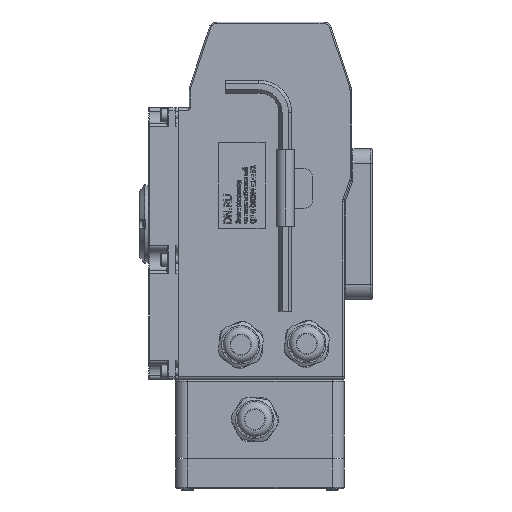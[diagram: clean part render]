
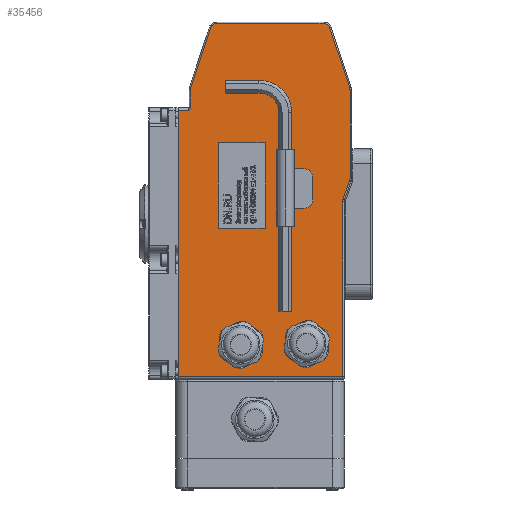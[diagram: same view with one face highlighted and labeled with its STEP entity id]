
A CAD part, left-side view. The second image highlights one B-rep face of the part: STEP entity #35456.
In plain terms, the highlighted planar face has unit normal (-1, 0, 0).
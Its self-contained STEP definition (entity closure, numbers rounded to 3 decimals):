
#650=B_SPLINE_CURVE_WITH_KNOTS('',3,(#51474,#51475,#51476,#51477,#51478,
#51479,#51480,#51481),.UNSPECIFIED.,.F.,.F.,(4,2,1,1,4),(-0.001,
0.,0.113,0.169,0.282),.UNSPECIFIED.);
#1546=FACE_BOUND('',#11095,.T.);
#1735=PLANE('',#38222);
#2897=LINE('',#51487,#5733);
#2899=LINE('',#51499,#5735);
#2901=LINE('',#51511,#5737);
#2903=LINE('',#51523,#5739);
#2904=LINE('',#51532,#5740);
#2905=LINE('',#51540,#5741);
#2907=LINE('',#51550,#5743);
#2927=LINE('',#51652,#5763);
#2928=LINE('',#51656,#5764);
#2929=LINE('',#51657,#5765);
#2930=LINE('',#51660,#5766);
#2931=LINE('',#51662,#5767);
#2932=LINE('',#51664,#5768);
#2933=LINE('',#51665,#5769);
#5733=VECTOR('',#42583,10.);
#5735=VECTOR('',#42597,10.);
#5737=VECTOR('',#42611,10.);
#5739=VECTOR('',#42625,10.);
#5740=VECTOR('',#42638,10.);
#5741=VECTOR('',#42649,10.);
#5743=VECTOR('',#42661,10.);
#5763=VECTOR('',#42729,10.);
#5764=VECTOR('',#42734,10.);
#5765=VECTOR('',#42735,10.);
#5766=VECTOR('',#42736,10.);
#5767=VECTOR('',#42737,10.);
#5768=VECTOR('',#42738,10.);
#5769=VECTOR('',#42739,10.);
#9055=FACE_OUTER_BOUND('',#11094,.T.);
#11094=EDGE_LOOP('',(#24532,#24533,#24534,#24535,#24536,#24537,#24538,#24539,
#24540,#24541,#24542,#24543,#24544,#24545,#24546,#24547,#24548));
#11095=EDGE_LOOP('',(#24549,#24550,#24551,#24552));
#13403=CIRCLE('',#38166,4.);
#13407=CIRCLE('',#38172,4.);
#13411=CIRCLE('',#38178,4.);
#13415=CIRCLE('',#38184,4.);
#13418=CIRCLE('',#38189,4.);
#13421=CIRCLE('',#38194,6.);
#14815=VERTEX_POINT('',#51462);
#14817=VERTEX_POINT('',#51465);
#14818=VERTEX_POINT('',#51483);
#14820=VERTEX_POINT('',#51489);
#14822=VERTEX_POINT('',#51495);
#14824=VERTEX_POINT('',#51501);
#14826=VERTEX_POINT('',#51507);
#14828=VERTEX_POINT('',#51513);
#14830=VERTEX_POINT('',#51519);
#14832=VERTEX_POINT('',#51525);
#14833=VERTEX_POINT('',#51530);
#14834=VERTEX_POINT('',#51534);
#14835=VERTEX_POINT('',#51538);
#14836=VERTEX_POINT('',#51542);
#14837=VERTEX_POINT('',#51546);
#14862=VERTEX_POINT('',#51651);
#14863=VERTEX_POINT('',#51655);
#14864=VERTEX_POINT('',#51658);
#14865=VERTEX_POINT('',#51659);
#14866=VERTEX_POINT('',#51661);
#14867=VERTEX_POINT('',#51663);
#18474=EDGE_CURVE('',#14817,#14815,#650,.T.);
#18477=EDGE_CURVE('',#14815,#14818,#2897,.T.);
#18480=EDGE_CURVE('',#14818,#14820,#13403,.T.);
#18483=EDGE_CURVE('',#14820,#14822,#2899,.T.);
#18486=EDGE_CURVE('',#14822,#14824,#13407,.T.);
#18489=EDGE_CURVE('',#14824,#14826,#2901,.T.);
#18492=EDGE_CURVE('',#14826,#14828,#13411,.T.);
#18495=EDGE_CURVE('',#14828,#14830,#2903,.T.);
#18498=EDGE_CURVE('',#14830,#14832,#13415,.T.);
#18500=EDGE_CURVE('',#14832,#14833,#2904,.T.);
#18502=EDGE_CURVE('',#14833,#14834,#13418,.T.);
#18504=EDGE_CURVE('',#14834,#14835,#2905,.T.);
#18506=EDGE_CURVE('',#14835,#14836,#13421,.T.);
#18509=EDGE_CURVE('',#14836,#14837,#2907,.T.);
#18545=EDGE_CURVE('',#14837,#14862,#2927,.T.);
#18547=EDGE_CURVE('',#14863,#14817,#2928,.T.);
#18548=EDGE_CURVE('',#14862,#14863,#2929,.T.);
#18549=EDGE_CURVE('',#14864,#14865,#2930,.T.);
#18550=EDGE_CURVE('',#14865,#14866,#2931,.T.);
#18551=EDGE_CURVE('',#14866,#14867,#2932,.T.);
#18552=EDGE_CURVE('',#14867,#14864,#2933,.T.);
#24532=ORIENTED_EDGE('',*,*,#18509,.F.);
#24533=ORIENTED_EDGE('',*,*,#18506,.F.);
#24534=ORIENTED_EDGE('',*,*,#18504,.F.);
#24535=ORIENTED_EDGE('',*,*,#18502,.F.);
#24536=ORIENTED_EDGE('',*,*,#18500,.F.);
#24537=ORIENTED_EDGE('',*,*,#18498,.F.);
#24538=ORIENTED_EDGE('',*,*,#18495,.F.);
#24539=ORIENTED_EDGE('',*,*,#18492,.F.);
#24540=ORIENTED_EDGE('',*,*,#18489,.F.);
#24541=ORIENTED_EDGE('',*,*,#18486,.F.);
#24542=ORIENTED_EDGE('',*,*,#18483,.F.);
#24543=ORIENTED_EDGE('',*,*,#18480,.F.);
#24544=ORIENTED_EDGE('',*,*,#18477,.F.);
#24545=ORIENTED_EDGE('',*,*,#18474,.F.);
#24546=ORIENTED_EDGE('',*,*,#18547,.F.);
#24547=ORIENTED_EDGE('',*,*,#18548,.F.);
#24548=ORIENTED_EDGE('',*,*,#18545,.F.);
#24549=ORIENTED_EDGE('',*,*,#18549,.T.);
#24550=ORIENTED_EDGE('',*,*,#18550,.T.);
#24551=ORIENTED_EDGE('',*,*,#18551,.T.);
#24552=ORIENTED_EDGE('',*,*,#18552,.T.);
#35456=ADVANCED_FACE('',(#9055,#1546),#1735,.F.);
#38166=AXIS2_PLACEMENT_3D('',#51493,#42590,#42591);
#38172=AXIS2_PLACEMENT_3D('',#51505,#42604,#42605);
#38178=AXIS2_PLACEMENT_3D('',#51517,#42618,#42619);
#38184=AXIS2_PLACEMENT_3D('',#51528,#42632,#42633);
#38189=AXIS2_PLACEMENT_3D('',#51536,#42643,#42644);
#38194=AXIS2_PLACEMENT_3D('',#51544,#42654,#42655);
#38222=AXIS2_PLACEMENT_3D('',#51654,#42732,#42733);
#42583=DIRECTION('',(0.,0.,1.));
#42590=DIRECTION('center_axis',(1.,0.,0.));
#42591=DIRECTION('ref_axis',(0.,0.987,0.16));
#42597=DIRECTION('',(0.,-0.316,0.949));
#42604=DIRECTION('center_axis',(1.,0.,0.));
#42605=DIRECTION('ref_axis',(0.,0.585,0.811));
#42611=DIRECTION('',(0.,-1.,0.));
#42618=DIRECTION('center_axis',(1.,0.,0.));
#42619=DIRECTION('ref_axis',(0.,-0.585,0.811));
#42625=DIRECTION('',(0.,-0.316,-0.949));
#42632=DIRECTION('center_axis',(1.,0.,0.));
#42633=DIRECTION('ref_axis',(0.,-0.987,0.16));
#42638=DIRECTION('',(0.,0.,-1.));
#42643=DIRECTION('center_axis',(1.,0.,0.));
#42644=DIRECTION('ref_axis',(0.,-0.986,-0.17));
#42649=DIRECTION('',(0.,0.334,-0.942));
#42654=DIRECTION('center_axis',(-1.,0.,0.));
#42655=DIRECTION('ref_axis',(0.,0.986,0.17));
#42661=DIRECTION('',(0.,0.,-1.));
#42729=DIRECTION('',(0.,1.,0.));
#42732=DIRECTION('center_axis',(1.,0.,0.));
#42733=DIRECTION('ref_axis',(0.,0.,-1.));
#42734=DIRECTION('',(0.,-1.,0.));
#42735=DIRECTION('',(0.,0.,1.));
#42736=DIRECTION('',(0.,1.,0.));
#42737=DIRECTION('',(0.,0.,1.));
#42738=DIRECTION('',(0.,-1.,0.));
#42739=DIRECTION('',(0.,0.,-1.));
#51462=CARTESIAN_POINT('',(0.,54.,63.06));
#51465=CARTESIAN_POINT('',(0.,55.5,60.769));
#51474=CARTESIAN_POINT('Ctrl Pts',(0.,55.5,60.769));
#51475=CARTESIAN_POINT('Ctrl Pts',(0.,55.499,60.77));
#51476=CARTESIAN_POINT('Ctrl Pts',(0.,55.497,60.771));
#51477=CARTESIAN_POINT('Ctrl Pts',(0.,55.204,61.01));
#51478=CARTESIAN_POINT('Ctrl Pts',(0.,54.764,61.374));
#51479=CARTESIAN_POINT('Ctrl Pts',(0.,54.186,62.125));
#51480=CARTESIAN_POINT('Ctrl Pts',(0.,54.,62.683));
#51481=CARTESIAN_POINT('Ctrl Pts',(0.,54.,63.06));
#51483=CARTESIAN_POINT('',(0.,54.,75.089));
#51487=CARTESIAN_POINT('',(0.,54.,7.05));
#51489=CARTESIAN_POINT('',(0.,53.795,76.354));
#51493=CARTESIAN_POINT('Origin',(0.,50.,75.089));
#51495=CARTESIAN_POINT('',(0.,40.191,117.165));
#51499=CARTESIAN_POINT('',(0.,62.686,49.679));
#51501=CARTESIAN_POINT('',(0.,36.396,119.9));
#51505=CARTESIAN_POINT('Origin',(0.,36.396,115.9));
#51507=CARTESIAN_POINT('',(0.,-36.396,119.9));
#51511=CARTESIAN_POINT('',(0.,20.,119.9));
#51513=CARTESIAN_POINT('',(0.,-40.191,117.165));
#51517=CARTESIAN_POINT('Origin',(0.,-36.396,115.9));
#51519=CARTESIAN_POINT('',(0.,-53.795,76.354));
#51523=CARTESIAN_POINT('',(0.,-55.186,72.179));
#51525=CARTESIAN_POINT('',(0.,-54.,75.089));
#51528=CARTESIAN_POINT('Origin',(0.,-50.,75.089));
#51530=CARTESIAN_POINT('',(0.,-54.,14.96));
#51532=CARTESIAN_POINT('',(0.,-54.,37.95));
#51534=CARTESIAN_POINT('',(0.,-53.77,13.623));
#51536=CARTESIAN_POINT('Origin',(0.,-50.,14.96));
#51538=CARTESIAN_POINT('',(0.,-49.345,1.145));
#51540=CARTESIAN_POINT('',(0.,-48.765,-0.491));
#51542=CARTESIAN_POINT('',(0.,-49.,-0.86));
#51544=CARTESIAN_POINT('Origin',(0.,-55.,-0.86));
#51546=CARTESIAN_POINT('',(0.,-49.,-118.9));
#51550=CARTESIAN_POINT('',(0.,-49.,0.));
#51651=CARTESIAN_POINT('',(0.,62.3,-118.9));
#51652=CARTESIAN_POINT('',(0.,-25.,-118.9));
#51654=CARTESIAN_POINT('Origin',(0.,0.,0.));
#51655=CARTESIAN_POINT('',(0.,62.3,60.769));
#51656=CARTESIAN_POINT('',(0.,27.5,60.769));
#51657=CARTESIAN_POINT('',(0.,62.3,-120.9));
#51658=CARTESIAN_POINT('',(0.,3.522,-18.847));
#51659=CARTESIAN_POINT('',(0.,34.889,-18.847));
#51660=CARTESIAN_POINT('',(0.,17.444,-18.847));
#51661=CARTESIAN_POINT('',(0.,34.889,39.262));
#51662=CARTESIAN_POINT('',(0.,34.889,19.631));
#51663=CARTESIAN_POINT('',(0.,3.522,39.262));
#51664=CARTESIAN_POINT('',(0.,1.761,39.262));
#51665=CARTESIAN_POINT('',(0.,3.522,-9.423));
